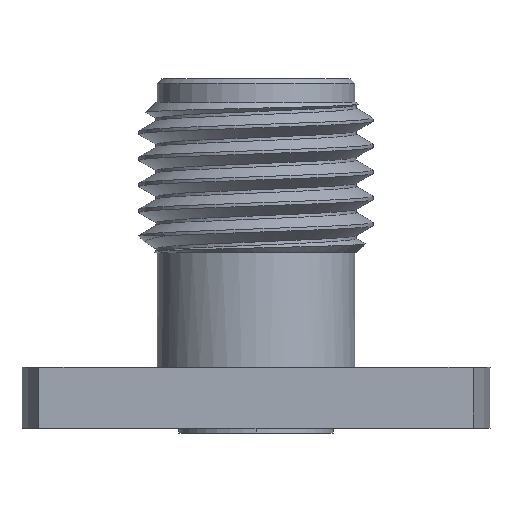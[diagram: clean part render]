
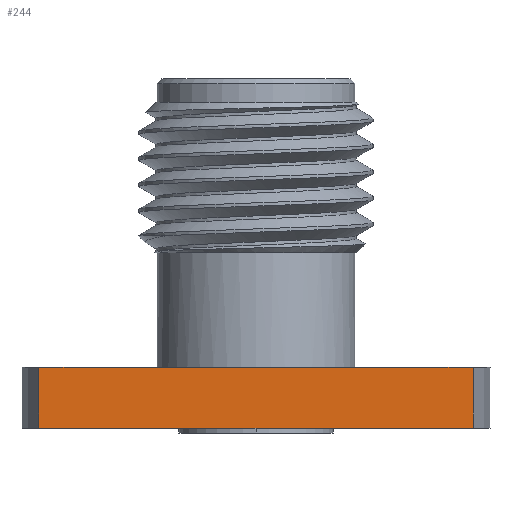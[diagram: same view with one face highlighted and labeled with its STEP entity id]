
A CAD part, left-side view. The second image highlights one B-rep face of the part: STEP entity #244.
In plain terms, the highlighted planar face has unit normal (-1, 0, 0).
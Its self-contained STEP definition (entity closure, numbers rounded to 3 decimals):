
#19 = ORIENTED_EDGE ( 'NONE', *, *, #2552, .T. ) ;
#24 = LINE ( 'NONE', #3714, #1569 ) ;
#149 = VERTEX_POINT ( 'NONE', #4347 ) ;
#244 = ADVANCED_FACE ( 'NONE', ( #987 ), #1197, .T. ) ;
#285 = CARTESIAN_POINT ( 'NONE',  ( -2.415, -1.15, 0. ) ) ;
#304 = EDGE_LOOP ( 'NONE', ( #3145, #4501, #19, #2772, #3201, #2652 ) ) ;
#341 = CARTESIAN_POINT ( 'NONE',  ( -2.415, -5.873, -1.65 ) ) ;
#496 = DIRECTION ( 'NONE',  ( 0., 0., 1. ) ) ;
#501 = EDGE_CURVE ( 'NONE', #3675, #3784, #1865, .T. ) ;
#520 = DIRECTION ( 'NONE',  ( 0., -1., 0. ) ) ;
#676 = VECTOR ( 'NONE', #2515, 1000. ) ;
#829 = DIRECTION ( 'NONE',  ( -1., 0., 0. ) ) ;
#886 = EDGE_CURVE ( 'NONE', #1462, #2478, #1574, .T. ) ;
#957 = LINE ( 'NONE', #1251, #2178 ) ;
#987 = FACE_OUTER_BOUND ( 'NONE', #304, .T. ) ;
#1197 = PLANE ( 'NONE',  #1385 ) ;
#1236 = VECTOR ( 'NONE', #2796, 1000. ) ;
#1251 = CARTESIAN_POINT ( 'NONE',  ( -2.415, -5.873, 0. ) ) ;
#1385 = AXIS2_PLACEMENT_3D ( 'NONE', #2627, #829, #496 ) ;
#1462 = VERTEX_POINT ( 'NONE', #3859 ) ;
#1522 = CARTESIAN_POINT ( 'NONE',  ( -2.415, -5.873, -1.65 ) ) ;
#1569 = VECTOR ( 'NONE', #1943, 1000. ) ;
#1574 = LINE ( 'NONE', #4026, #3406 ) ;
#1865 = LINE ( 'NONE', #1522, #4576 ) ;
#1943 = DIRECTION ( 'NONE',  ( 0., -1., 0. ) ) ;
#1980 = EDGE_CURVE ( 'NONE', #2478, #3784, #4175, .T. ) ;
#2007 = LINE ( 'NONE', #3493, #1236 ) ;
#2067 = EDGE_CURVE ( 'NONE', #149, #3961, #2007, .T. ) ;
#2178 = VECTOR ( 'NONE', #520, 1000. ) ;
#2239 = EDGE_CURVE ( 'NONE', #3961, #1462, #957, .T. ) ;
#2302 = CARTESIAN_POINT ( 'NONE',  ( -2.415, 5.873, 0. ) ) ;
#2343 = CARTESIAN_POINT ( 'NONE',  ( -2.415, -5.873, 0. ) ) ;
#2478 = VERTEX_POINT ( 'NONE', #285 ) ;
#2515 = DIRECTION ( 'NONE',  ( 0., -1., 0. ) ) ;
#2552 = EDGE_CURVE ( 'NONE', #149, #3675, #24, .T. ) ;
#2575 = DIRECTION ( 'NONE',  ( 0., -1., 0. ) ) ;
#2627 = CARTESIAN_POINT ( 'NONE',  ( -2.415, -5.873, -1.65 ) ) ;
#2652 = ORIENTED_EDGE ( 'NONE', *, *, #886, .F. ) ;
#2772 = ORIENTED_EDGE ( 'NONE', *, *, #501, .T. ) ;
#2796 = DIRECTION ( 'NONE',  ( 0., 0., 1. ) ) ;
#3145 = ORIENTED_EDGE ( 'NONE', *, *, #2239, .F. ) ;
#3201 = ORIENTED_EDGE ( 'NONE', *, *, #1980, .F. ) ;
#3406 = VECTOR ( 'NONE', #2575, 1000. ) ;
#3493 = CARTESIAN_POINT ( 'NONE',  ( -2.415, 5.873, -1.65 ) ) ;
#3675 = VERTEX_POINT ( 'NONE', #341 ) ;
#3714 = CARTESIAN_POINT ( 'NONE',  ( -2.415, -5.873, -1.65 ) ) ;
#3784 = VERTEX_POINT ( 'NONE', #4571 ) ;
#3859 = CARTESIAN_POINT ( 'NONE',  ( -2.415, 1.15, 0. ) ) ;
#3961 = VERTEX_POINT ( 'NONE', #2302 ) ;
#4020 = DIRECTION ( 'NONE',  ( 0., 0., 1. ) ) ;
#4026 = CARTESIAN_POINT ( 'NONE',  ( -2.415, -5.873, 0. ) ) ;
#4175 = LINE ( 'NONE', #2343, #676 ) ;
#4347 = CARTESIAN_POINT ( 'NONE',  ( -2.415, 5.873, -1.65 ) ) ;
#4501 = ORIENTED_EDGE ( 'NONE', *, *, #2067, .F. ) ;
#4571 = CARTESIAN_POINT ( 'NONE',  ( -2.415, -5.873, 0. ) ) ;
#4576 = VECTOR ( 'NONE', #4020, 1000. ) ;
